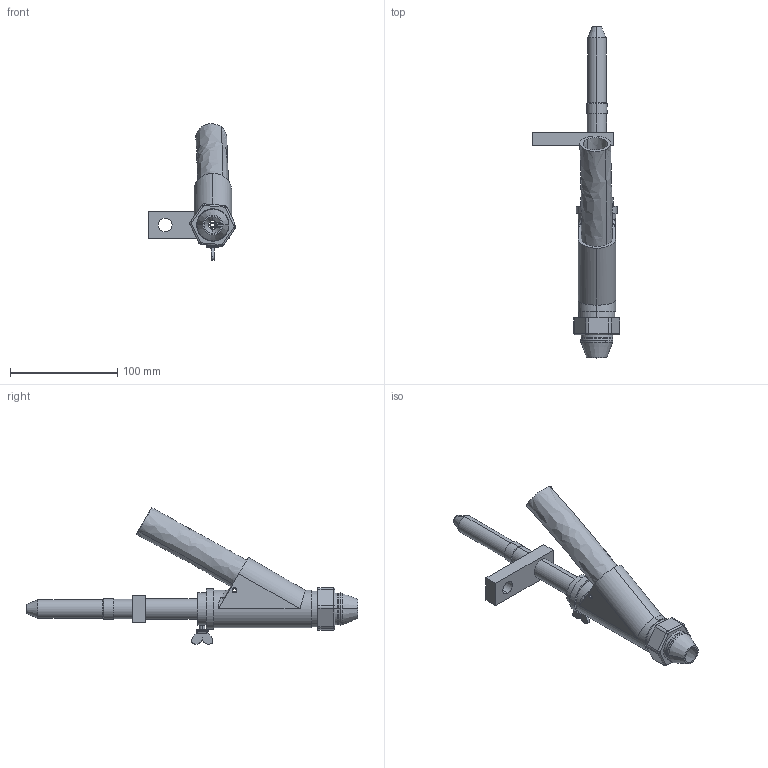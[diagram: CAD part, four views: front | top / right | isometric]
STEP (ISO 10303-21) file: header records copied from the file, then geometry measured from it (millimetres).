
FILE_DESCRIPTION (( 'STEP AP214' ), '1' );
FILE_NAME ('SubArc OBT 600 Amp Torch - 043923.STEP', '2015-12-17T20:33:55', ( 'ITS' ), ( 'ITW Welding Group' ), 'SwSTEP 2.0', 'SolidWorks 2015', '' );
FILE_SCHEMA (( 'AUTOMOTIVE_DESIGN' ));
Length unit declared in the file: inch
Products named in the file (1): SubArc OBT 600 Amp Torch - 043923
Bounding box: 81.77 x 309.78 x 127.38 mm (x, y, z)
Surface area: 69952.8 mm2 (no closed solid volume)
Topology: 0 solids, 9 shells, 144 faces, 364 edges, 237 vertices
Faces by surface type: cylinder 65, plane 42, bspline 25, cone 12
Entity records: 17596 total; most frequent: CARTESIAN_POINT 12260, DIRECTION 725, ORIENTED_EDGE 687, EDGE_CURVE 363, AXIS2_PLACEMENT_3D 290, VERTEX_POINT 237, CIRCLE 170, EDGE_LOOP 167
